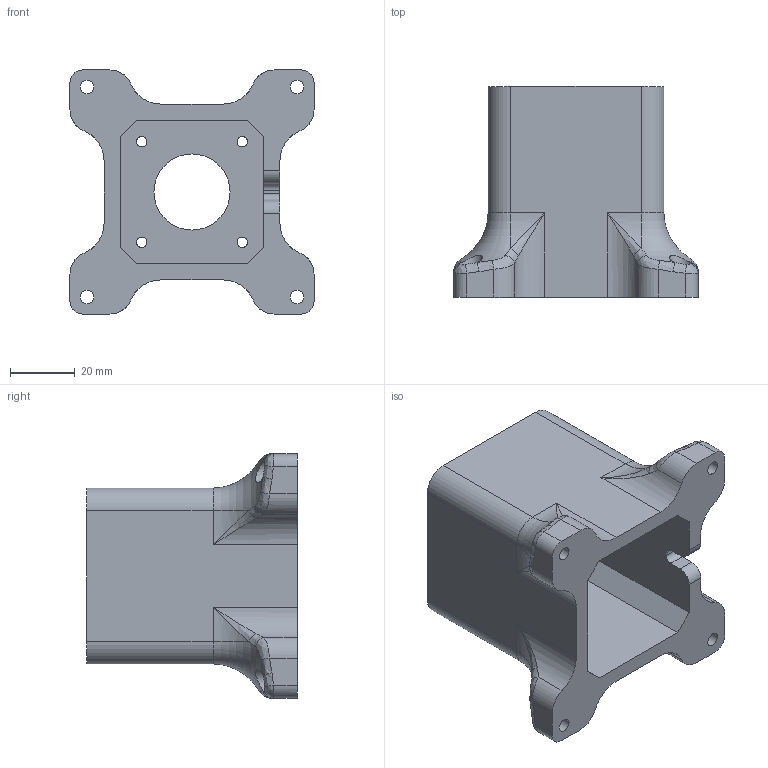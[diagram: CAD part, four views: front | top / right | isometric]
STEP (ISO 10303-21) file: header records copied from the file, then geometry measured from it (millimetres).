
FILE_DESCRIPTION(/* description */ (''),/* implementation_level */ '2;1');
FILE_NAME(/* name */ '1M3A v1.step',/* time_stamp */ '2019-03-05T07:33:14-06:00',/* author */ (''),/* organization */ (''),/* preprocessor_version */ 'ST-DEVELOPER v17.2',/* originating_system */ 'Autodesk Translation Framework v7.6.0.251',/* authorisation */ '');
FILE_SCHEMA (('AUTOMOTIVE_DESIGN { 1 0 10303 214 3 1 1 }'));
Length unit declared in the file: millimetre
Products named in the file (1): 1M3A
Bounding box: 75.3 x 65 x 75.3 mm (x, y, z)
Volume: 87472.8 mm3; surface area: 32878.1 mm2
Topology: 1 solids, 1 shells, 135 faces, 363 edges, 226 vertices
Faces by surface type: cylinder 53, bspline 44, plane 34, torus 4
Full cylindrical faces by diameter (mm): 3.2 x4, 4.2 x4, 5.7 x4, 7.1 x4, 23.5 x1
Entity records: 8662 total; most frequent: CARTESIAN_POINT 5500, ORIENTED_EDGE 710, DIRECTION 581, EDGE_CURVE 355, AXIS2_PLACEMENT_3D 230, VERTEX_POINT 226, EDGE_LOOP 157, CIRCLE 138
